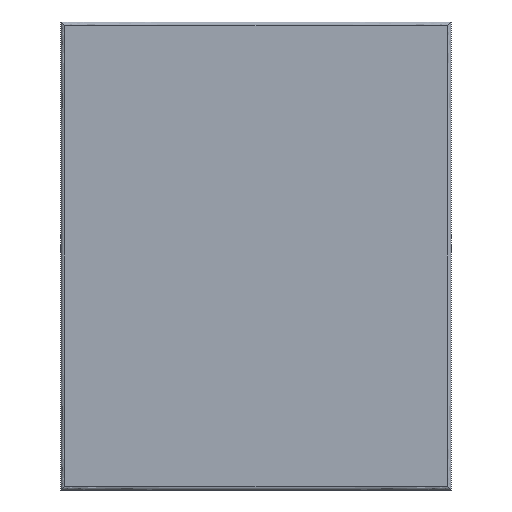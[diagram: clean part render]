
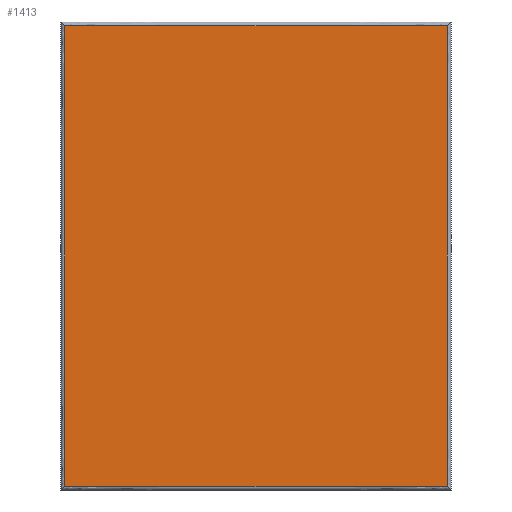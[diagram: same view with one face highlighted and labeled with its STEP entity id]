
A CAD part, front view. The second image highlights one B-rep face of the part: STEP entity #1413.
In plain terms, the highlighted free-form (B-spline) face has degree [1, 1] with [2, 2] control points.
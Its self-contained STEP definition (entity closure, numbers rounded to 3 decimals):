
#1413 = ADVANCED_FACE('',(#1414),#1444,.F.);
#1414 = FACE_BOUND('',#1415,.T.);
#1415 = EDGE_LOOP('',(#1416,#1425,#1432,#1439));
#1416 = ORIENTED_EDGE('',*,*,#1417,.T.);
#1417 = EDGE_CURVE('',#1418,#1420,#1422,.T.);
#1418 = VERTEX_POINT('',#1419);
#1419 = CARTESIAN_POINT('',(87.612,0.,-105.491));
#1420 = VERTEX_POINT('',#1421);
#1421 = CARTESIAN_POINT('',(87.612,0.,105.491));
#1422 = B_SPLINE_CURVE_WITH_KNOTS('',1,(#1423,#1424),.UNSPECIFIED.,.F.,
  .F.,(2,2),(-74.93,74.93),.PIECEWISE_BEZIER_KNOTS.);
#1423 = CARTESIAN_POINT('',(87.612,0.,-105.491));
#1424 = CARTESIAN_POINT('',(87.612,0.,105.491));
#1425 = ORIENTED_EDGE('',*,*,#1426,.T.);
#1426 = EDGE_CURVE('',#1420,#1427,#1429,.T.);
#1427 = VERTEX_POINT('',#1428);
#1428 = CARTESIAN_POINT('',(-87.612,0.,105.491));
#1429 = B_SPLINE_CURVE_WITH_KNOTS('',1,(#1430,#1431),.UNSPECIFIED.,.F.,
  .F.,(2,2),(-62.23,62.23),.PIECEWISE_BEZIER_KNOTS.);
#1430 = CARTESIAN_POINT('',(87.612,0.,105.491));
#1431 = CARTESIAN_POINT('',(-87.612,0.,105.491));
#1432 = ORIENTED_EDGE('',*,*,#1433,.T.);
#1433 = EDGE_CURVE('',#1427,#1434,#1436,.T.);
#1434 = VERTEX_POINT('',#1435);
#1435 = CARTESIAN_POINT('',(-87.612,0.,-105.491));
#1436 = B_SPLINE_CURVE_WITH_KNOTS('',1,(#1437,#1438),.UNSPECIFIED.,.F.,
  .F.,(2,2),(-74.93,74.93),.PIECEWISE_BEZIER_KNOTS.);
#1437 = CARTESIAN_POINT('',(-87.612,0.,105.491));
#1438 = CARTESIAN_POINT('',(-87.612,0.,-105.491));
#1439 = ORIENTED_EDGE('',*,*,#1440,.T.);
#1440 = EDGE_CURVE('',#1434,#1418,#1441,.T.);
#1441 = B_SPLINE_CURVE_WITH_KNOTS('',1,(#1442,#1443),.UNSPECIFIED.,.F.,
  .F.,(2,2),(-62.23,62.23),.PIECEWISE_BEZIER_KNOTS.);
#1442 = CARTESIAN_POINT('',(-87.612,0.,-105.491));
#1443 = CARTESIAN_POINT('',(87.612,0.,-105.491));
#1444 = B_SPLINE_SURFACE_WITH_KNOTS('',1,1,(
    (#1445,#1446)
    ,(#1447,#1448
  )),.UNSPECIFIED.,.F.,.F.,.F.,(2,2),(2,2),(-74.93,74.93),(-62.23,62.23)
  ,.PIECEWISE_BEZIER_KNOTS.);
#1445 = CARTESIAN_POINT('',(-87.612,0.,-105.491));
#1446 = CARTESIAN_POINT('',(87.612,0.,-105.491));
#1447 = CARTESIAN_POINT('',(-87.612,0.,105.491));
#1448 = CARTESIAN_POINT('',(87.612,0.,105.491));
